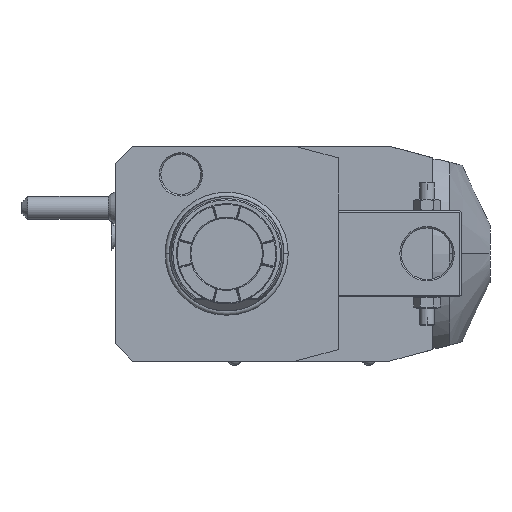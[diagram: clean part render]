
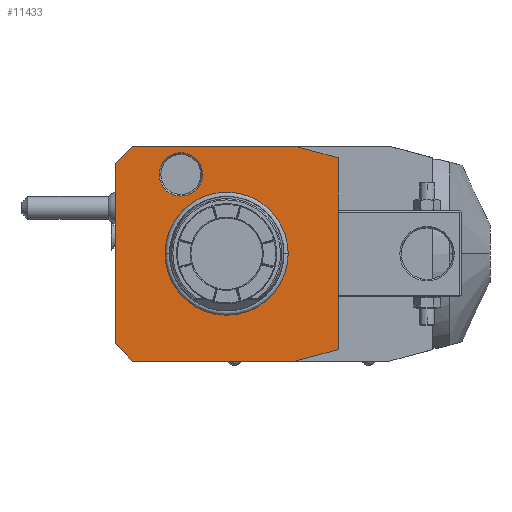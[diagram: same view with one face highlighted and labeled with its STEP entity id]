
A CAD part, front view. The second image highlights one B-rep face of the part: STEP entity #11433.
In plain terms, the highlighted planar face has unit normal (0, -1, 0).
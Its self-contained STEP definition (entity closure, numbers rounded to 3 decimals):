
#344=DIRECTION('',(1.,0.,0.));
#345=VECTOR('',#344,57.);
#346=CARTESIAN_POINT('',(-33.,0.,-37.5));
#347=LINE('',#346,#345);
#348=DIRECTION('',(0.707,0.,-0.707));
#349=VECTOR('',#348,8.485);
#350=CARTESIAN_POINT('',(-39.,0.,-31.5));
#351=LINE('',#350,#349);
#352=DIRECTION('',(0.,0.,-1.));
#353=VECTOR('',#352,63.);
#354=CARTESIAN_POINT('',(-39.,0.,31.5));
#355=LINE('',#354,#353);
#356=DIRECTION('',(-0.707,0.,-0.707));
#357=VECTOR('',#356,8.485);
#358=CARTESIAN_POINT('',(-33.,0.,37.5));
#359=LINE('',#358,#357);
#360=DIRECTION('',(-1.,0.,0.));
#361=VECTOR('',#360,57.);
#362=CARTESIAN_POINT('',(24.,0.,37.5));
#363=LINE('',#362,#361);
#364=DIRECTION('',(-0.966,0.,0.259));
#365=VECTOR('',#364,15.529);
#366=CARTESIAN_POINT('',(39.,0.,33.481));
#367=LINE('',#366,#365);
#368=DIRECTION('',(0.,0.,1.));
#369=VECTOR('',#368,66.962);
#370=CARTESIAN_POINT('',(39.,0.,-33.481));
#371=LINE('',#370,#369);
#372=DIRECTION('',(0.966,0.,0.259));
#373=VECTOR('',#372,15.529);
#374=CARTESIAN_POINT('',(24.,0.,-37.5));
#375=LINE('',#374,#373);
#376=CARTESIAN_POINT('',(-16.,0.,27.713));
#377=DIRECTION('',(0.,1.,0.));
#378=DIRECTION('',(1.,0.,0.));
#379=AXIS2_PLACEMENT_3D('',#376,#377,#378);
#381=CARTESIAN_POINT('',(-16.,0.,27.713));
#382=DIRECTION('',(0.,1.,0.));
#383=DIRECTION('',(-1.,0.,0.));
#384=AXIS2_PLACEMENT_3D('',#381,#382,#383);
#3259=CARTESIAN_POINT('',(0.,0.,0.));
#3260=DIRECTION('',(0.,-1.,0.));
#3261=DIRECTION('',(1.,0.,0.));
#3262=AXIS2_PLACEMENT_3D('',#3259,#3260,#3261);
#3264=CARTESIAN_POINT('',(0.,0.,0.));
#3265=DIRECTION('',(0.,-1.,0.));
#3266=DIRECTION('',(-1.,0.,0.));
#3267=AXIS2_PLACEMENT_3D('',#3264,#3265,#3266);
#9972=CARTESIAN_POINT('',(-8.423,0.,27.713));
#9973=CARTESIAN_POINT('',(-23.577,0.,27.713));
#9974=VERTEX_POINT('',#9972);
#9975=VERTEX_POINT('',#9973);
#10911=CARTESIAN_POINT('',(-33.,0.,-37.5));
#10912=CARTESIAN_POINT('',(24.,0.,-37.5));
#10913=VERTEX_POINT('',#10911);
#10914=VERTEX_POINT('',#10912);
#10915=CARTESIAN_POINT('',(39.,0.,-33.481));
#10916=VERTEX_POINT('',#10915);
#10917=CARTESIAN_POINT('',(39.,0.,33.481));
#10918=VERTEX_POINT('',#10917);
#10919=CARTESIAN_POINT('',(24.,0.,37.5));
#10920=VERTEX_POINT('',#10919);
#10921=CARTESIAN_POINT('',(-33.,0.,37.5));
#10922=VERTEX_POINT('',#10921);
#10923=CARTESIAN_POINT('',(-39.,0.,31.5));
#10924=VERTEX_POINT('',#10923);
#10925=CARTESIAN_POINT('',(-39.,0.,-31.5));
#10926=VERTEX_POINT('',#10925);
#10963=CARTESIAN_POINT('',(21.137,0.,0.));
#10964=CARTESIAN_POINT('',(-21.137,0.,0.));
#10965=VERTEX_POINT('',#10963);
#10966=VERTEX_POINT('',#10964);
#11401=CARTESIAN_POINT('',(0.,0.,0.));
#11402=DIRECTION('',(0.,-1.,0.));
#11403=DIRECTION('',(-1.,0.,0.));
#11404=AXIS2_PLACEMENT_3D('',#11401,#11402,#11403);
#11405=PLANE('',#11404);
#11406=ORIENTED_EDGE('',*,*,#11349,.F.);
#11408=ORIENTED_EDGE('',*,*,#11407,.F.);
#11410=ORIENTED_EDGE('',*,*,#11409,.F.);
#11412=ORIENTED_EDGE('',*,*,#11411,.F.);
#11413=ORIENTED_EDGE('',*,*,#11240,.F.);
#11415=ORIENTED_EDGE('',*,*,#11414,.F.);
#11417=ORIENTED_EDGE('',*,*,#11416,.F.);
#11418=ORIENTED_EDGE('',*,*,#11393,.F.);
#11419=EDGE_LOOP('',(#11406,#11408,#11410,#11412,#11413,#11415,#11417,#11418));
#11420=FACE_OUTER_BOUND('',#11419,.F.);
#11422=ORIENTED_EDGE('',*,*,#11421,.T.);
#11424=ORIENTED_EDGE('',*,*,#11423,.T.);
#11425=EDGE_LOOP('',(#11422,#11424));
#11426=FACE_BOUND('',#11425,.F.);
#11428=ORIENTED_EDGE('',*,*,#11427,.F.);
#11430=ORIENTED_EDGE('',*,*,#11429,.F.);
#11431=EDGE_LOOP('',(#11428,#11430));
#11432=FACE_BOUND('',#11431,.F.);
#380=CIRCLE('',#379,7.577);
#385=CIRCLE('',#384,7.577);
#3263=CIRCLE('',#3262,21.137);
#3268=CIRCLE('',#3267,21.137);
#11240=EDGE_CURVE('',#10920,#10922,#363,.T.);
#11349=EDGE_CURVE('',#10913,#10914,#347,.T.);
#11393=EDGE_CURVE('',#10914,#10916,#375,.T.);
#11407=EDGE_CURVE('',#10926,#10913,#351,.T.);
#11409=EDGE_CURVE('',#10924,#10926,#355,.T.);
#11411=EDGE_CURVE('',#10922,#10924,#359,.T.);
#11414=EDGE_CURVE('',#10918,#10920,#367,.T.);
#11416=EDGE_CURVE('',#10916,#10918,#371,.T.);
#11421=EDGE_CURVE('',#10965,#10966,#3263,.T.);
#11423=EDGE_CURVE('',#10966,#10965,#3268,.T.);
#11427=EDGE_CURVE('',#9974,#9975,#380,.T.);
#11429=EDGE_CURVE('',#9975,#9974,#385,.T.);
#11433=ADVANCED_FACE('',(#11420,#11426,#11432),#11405,.T.);
